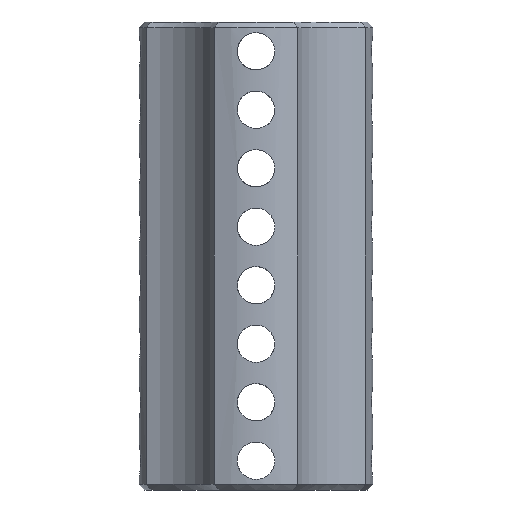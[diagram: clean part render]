
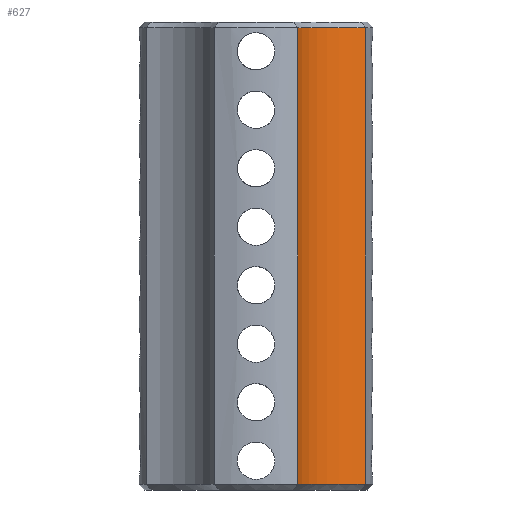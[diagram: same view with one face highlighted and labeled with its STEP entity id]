
A CAD part, front view. The second image highlights one B-rep face of the part: STEP entity #627.
In plain terms, the highlighted cylindrical face has radius 5 mm (diameter 10 mm), a partial arc.
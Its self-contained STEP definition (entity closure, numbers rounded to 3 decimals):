
#21 = EDGE_CURVE('',#22,#24,#26,.T.);
#22 = VERTEX_POINT('',#23);
#23 = CARTESIAN_POINT('',(5.841,-2.225,0.3));
#24 = VERTEX_POINT('',#25);
#25 = CARTESIAN_POINT('',(5.841,-2.225,24.7));
#26 = LINE('',#27,#28);
#27 = CARTESIAN_POINT('',(5.841,-2.225,0.));
#28 = VECTOR('',#29,1.);
#29 = DIRECTION('',(0.,0.,1.));
#627 = ADVANCED_FACE('',(#628),#655,.F.);
#628 = FACE_BOUND('',#629,.T.);
#629 = EDGE_LOOP('',(#630,#631,#640,#648));
#630 = ORIENTED_EDGE('',*,*,#21,.T.);
#631 = ORIENTED_EDGE('',*,*,#632,.T.);
#632 = EDGE_CURVE('',#24,#633,#635,.T.);
#633 = VERTEX_POINT('',#634);
#634 = CARTESIAN_POINT('',(2.225,-5.841,24.7));
#635 = CIRCLE('',#636,5.);
#636 = AXIS2_PLACEMENT_3D('',#637,#638,#639);
#637 = CARTESIAN_POINT('',(7.071,-7.071,24.7));
#638 = DIRECTION('',(0.,0.,1.));
#639 = DIRECTION('',(-0.246,0.969,0.));
#640 = ORIENTED_EDGE('',*,*,#641,.F.);
#641 = EDGE_CURVE('',#642,#633,#644,.T.);
#642 = VERTEX_POINT('',#643);
#643 = CARTESIAN_POINT('',(2.225,-5.841,0.3));
#644 = LINE('',#645,#646);
#645 = CARTESIAN_POINT('',(2.225,-5.841,0.));
#646 = VECTOR('',#647,1.);
#647 = DIRECTION('',(0.,0.,1.));
#648 = ORIENTED_EDGE('',*,*,#649,.F.);
#649 = EDGE_CURVE('',#22,#642,#650,.T.);
#650 = CIRCLE('',#651,5.);
#651 = AXIS2_PLACEMENT_3D('',#652,#653,#654);
#652 = CARTESIAN_POINT('',(7.071,-7.071,0.3));
#653 = DIRECTION('',(0.,0.,1.));
#654 = DIRECTION('',(-0.246,0.969,0.));
#655 = CYLINDRICAL_SURFACE('',#656,5.);
#656 = AXIS2_PLACEMENT_3D('',#657,#658,#659);
#657 = CARTESIAN_POINT('',(7.071,-7.071,0.));
#658 = DIRECTION('',(-0.,-0.,-1.));
#659 = DIRECTION('',(1.,0.,0.));
